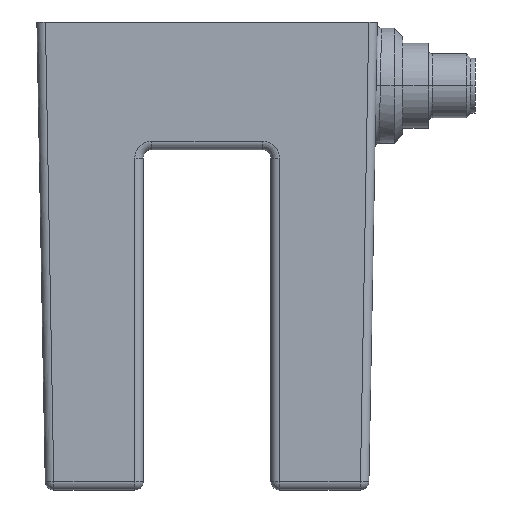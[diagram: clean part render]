
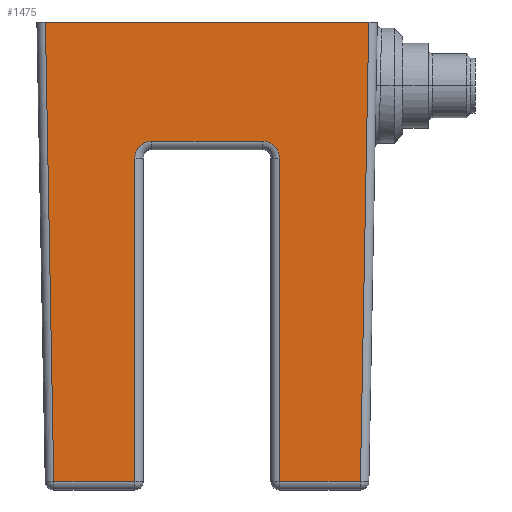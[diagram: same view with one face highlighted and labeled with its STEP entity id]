
A CAD part, front view. The second image highlights one B-rep face of the part: STEP entity #1475.
In plain terms, the highlighted planar face has unit normal (0, -1, 0).
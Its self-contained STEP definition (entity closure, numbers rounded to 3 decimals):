
#69=DIRECTION('',(1.,0.,0.));
#70=VECTOR('',#69,19.036);
#71=CARTESIAN_POINT('',(17.,0.,-108.));
#72=LINE('',#71,#70);
#77=DIRECTION('',(0.,0.,-1.));
#78=VECTOR('',#77,76.);
#79=CARTESIAN_POINT('',(17.,0.,-32.));
#80=LINE('',#79,#78);
#84=CARTESIAN_POINT('',(13.,0.,-32.));
#85=DIRECTION('',(0.,-1.,0.));
#86=DIRECTION('',(1.,0.,0.));
#87=AXIS2_PLACEMENT_3D('',#84,#85,#86);
#92=DIRECTION('',(1.,0.,0.));
#93=VECTOR('',#92,26.);
#94=CARTESIAN_POINT('',(-13.,0.,-28.));
#95=LINE('',#94,#93);
#99=CARTESIAN_POINT('',(-13.,0.,-32.));
#100=DIRECTION('',(0.,-1.,0.));
#101=DIRECTION('',(0.,0.,1.));
#102=AXIS2_PLACEMENT_3D('',#99,#100,#101);
#107=DIRECTION('',(0.,0.,1.));
#108=VECTOR('',#107,76.);
#109=CARTESIAN_POINT('',(-17.,0.,-108.));
#110=LINE('',#109,#108);
#114=DIRECTION('',(1.,0.,0.));
#115=VECTOR('',#114,19.036);
#116=CARTESIAN_POINT('',(-36.036,0.,-108.));
#117=LINE('',#116,#115);
#121=DIRECTION('',(0.018,0.,-1.));
#122=VECTOR('',#121,108.018);
#123=CARTESIAN_POINT('',(-38.,0.,0.));
#124=LINE('',#123,#122);
#128=DIRECTION('',(1.,0.,0.));
#129=VECTOR('',#128,75.999);
#130=CARTESIAN_POINT('',(-38.,0.,0.));
#131=LINE('',#130,#129);
#135=DIRECTION('',(0.018,0.,1.));
#136=VECTOR('',#135,108.018);
#137=CARTESIAN_POINT('',(36.036,0.,-108.));
#138=LINE('',#137,#136);
#166=CARTESIAN_POINT('',(38.,0.,0.));
#183=CARTESIAN_POINT('',(-38.,0.,0.));
#1302=CARTESIAN_POINT('',(17.,0.,-108.));
#1303=CARTESIAN_POINT('',(36.036,0.,-108.));
#1304=VERTEX_POINT('',#1302);
#1305=VERTEX_POINT('',#1303);
#1308=CARTESIAN_POINT('',(-17.,0.,-108.));
#1309=CARTESIAN_POINT('',(-17.,0.,-32.));
#1310=VERTEX_POINT('',#1308);
#1311=VERTEX_POINT('',#1309);
#1316=CARTESIAN_POINT('',(-13.,0.,-28.));
#1317=CARTESIAN_POINT('',(13.,0.,-28.));
#1318=VERTEX_POINT('',#1316);
#1319=VERTEX_POINT('',#1317);
#1324=CARTESIAN_POINT('',(17.,0.,-32.));
#1325=VERTEX_POINT('',#1324);
#1364=CARTESIAN_POINT('',(-36.036,0.,-108.));
#1365=VERTEX_POINT('',#1364);
#1368=VERTEX_POINT('',#166);
#1375=VERTEX_POINT('',#183);
#1448=CARTESIAN_POINT('',(0.,0.,0.));
#1449=DIRECTION('',(0.,1.,0.));
#1450=DIRECTION('',(1.,0.,0.));
#1451=AXIS2_PLACEMENT_3D('',#1448,#1449,#1450);
#1452=PLANE('',#1451);
#1454=ORIENTED_EDGE('',*,*,#1453,.F.);
#1456=ORIENTED_EDGE('',*,*,#1455,.F.);
#1458=ORIENTED_EDGE('',*,*,#1457,.T.);
#1460=ORIENTED_EDGE('',*,*,#1459,.F.);
#1462=ORIENTED_EDGE('',*,*,#1461,.T.);
#1464=ORIENTED_EDGE('',*,*,#1463,.F.);
#1466=ORIENTED_EDGE('',*,*,#1465,.F.);
#1468=ORIENTED_EDGE('',*,*,#1467,.F.);
#1470=ORIENTED_EDGE('',*,*,#1469,.T.);
#1472=ORIENTED_EDGE('',*,*,#1471,.F.);
#1473=EDGE_LOOP('',(#1454,#1456,#1458,#1460,#1462,#1464,#1466,#1468,#1470,
#1472));
#1474=FACE_OUTER_BOUND('',#1473,.F.);
#1475=ADVANCED_FACE('',(#1474),#1452,.F.);
#88=CIRCLE('',#87,4.);
#103=CIRCLE('',#102,4.);
#1453=EDGE_CURVE('',#1304,#1305,#72,.T.);
#1455=EDGE_CURVE('',#1325,#1304,#80,.T.);
#1457=EDGE_CURVE('',#1325,#1319,#88,.T.);
#1459=EDGE_CURVE('',#1318,#1319,#95,.T.);
#1461=EDGE_CURVE('',#1318,#1311,#103,.T.);
#1463=EDGE_CURVE('',#1310,#1311,#110,.T.);
#1465=EDGE_CURVE('',#1365,#1310,#117,.T.);
#1467=EDGE_CURVE('',#1375,#1365,#124,.T.);
#1469=EDGE_CURVE('',#1375,#1368,#131,.T.);
#1471=EDGE_CURVE('',#1305,#1368,#138,.T.);
